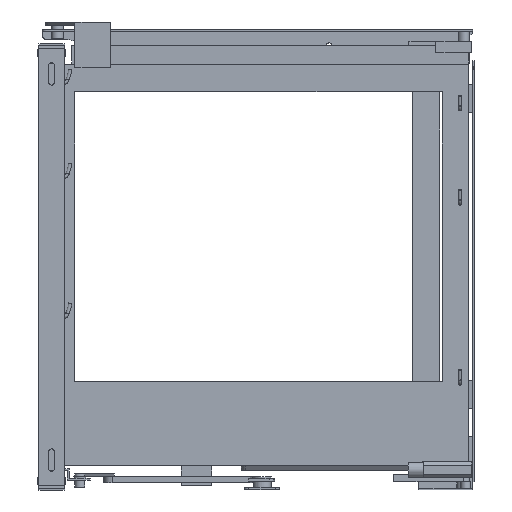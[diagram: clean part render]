
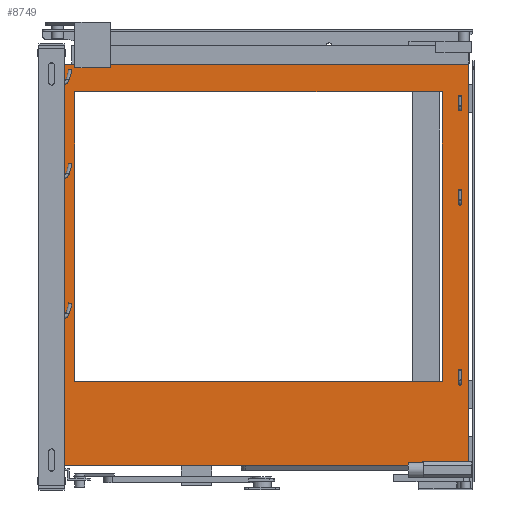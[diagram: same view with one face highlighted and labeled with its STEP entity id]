
A CAD part, left-side view. The second image highlights one B-rep face of the part: STEP entity #8749.
In plain terms, the highlighted planar face has unit normal (-1, 0, 0).
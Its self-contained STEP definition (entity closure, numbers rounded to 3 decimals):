
#267=FACE_BOUND('',#3104,.T.);
#268=FACE_BOUND('',#3105,.T.);
#269=FACE_BOUND('',#3106,.T.);
#270=FACE_BOUND('',#3107,.T.);
#271=FACE_BOUND('',#3108,.T.);
#272=FACE_BOUND('',#3109,.T.);
#273=FACE_BOUND('',#3110,.T.);
#975=LINE('',#13899,#1922);
#980=LINE('',#13907,#1927);
#982=LINE('',#13916,#1929);
#997=LINE('',#14024,#1944);
#1005=LINE('',#14060,#1952);
#1006=LINE('',#14062,#1953);
#1007=LINE('',#14064,#1954);
#1008=LINE('',#14066,#1955);
#1009=LINE('',#14068,#1956);
#1010=LINE('',#14069,#1957);
#1011=LINE('',#14072,#1958);
#1012=LINE('',#14074,#1959);
#1013=LINE('',#14076,#1960);
#1014=LINE('',#14077,#1961);
#1922=VECTOR('',#11329,10.);
#1927=VECTOR('',#11336,10.);
#1929=VECTOR('',#11346,10.);
#1944=VECTOR('',#11485,10.);
#1952=VECTOR('',#11517,10.);
#1953=VECTOR('',#11518,10.);
#1954=VECTOR('',#11519,10.);
#1955=VECTOR('',#11520,10.);
#1956=VECTOR('',#11521,10.);
#1957=VECTOR('',#11522,10.);
#1958=VECTOR('',#11523,10.);
#1959=VECTOR('',#11524,10.);
#1960=VECTOR('',#11525,10.);
#1961=VECTOR('',#11526,10.);
#2536=FACE_OUTER_BOUND('',#3103,.T.);
#3103=EDGE_LOOP('',(#7386,#7387,#7388,#7389,#7390,#7391,#7392,#7393,#7394,
#7395));
#3104=EDGE_LOOP('',(#7396));
#3105=EDGE_LOOP('',(#7397));
#3106=EDGE_LOOP('',(#7398));
#3107=EDGE_LOOP('',(#7399));
#3108=EDGE_LOOP('',(#7400));
#3109=EDGE_LOOP('',(#7401));
#3110=EDGE_LOOP('',(#7402,#7403,#7404,#7405));
#3443=CIRCLE('',#9413,2.);
#3449=CIRCLE('',#9423,2.);
#3455=CIRCLE('',#9433,2.);
#3461=CIRCLE('',#9443,2.);
#3472=CIRCLE('',#9461,2.);
#3473=CIRCLE('',#9463,2.);
#4119=VERTEX_POINT('',#13896);
#4120=VERTEX_POINT('',#13898);
#4122=VERTEX_POINT('',#13905);
#4124=VERTEX_POINT('',#13913);
#4125=VERTEX_POINT('',#13915);
#4130=VERTEX_POINT('',#13934);
#4135=VERTEX_POINT('',#13951);
#4140=VERTEX_POINT('',#13968);
#4145=VERTEX_POINT('',#13985);
#4154=VERTEX_POINT('',#14015);
#4155=VERTEX_POINT('',#14019);
#4156=VERTEX_POINT('',#14023);
#4173=VERTEX_POINT('',#14061);
#4174=VERTEX_POINT('',#14063);
#4175=VERTEX_POINT('',#14065);
#4176=VERTEX_POINT('',#14067);
#4177=VERTEX_POINT('',#14070);
#4178=VERTEX_POINT('',#14071);
#4179=VERTEX_POINT('',#14073);
#4180=VERTEX_POINT('',#14075);
#5206=EDGE_CURVE('',#4119,#4120,#975,.T.);
#5211=EDGE_CURVE('',#4119,#4122,#980,.T.);
#5215=EDGE_CURVE('',#4124,#4125,#982,.T.);
#5225=EDGE_CURVE('',#4130,#4130,#3443,.T.);
#5233=EDGE_CURVE('',#4135,#4135,#3449,.T.);
#5241=EDGE_CURVE('',#4140,#4140,#3455,.T.);
#5249=EDGE_CURVE('',#4145,#4145,#3461,.T.);
#5263=EDGE_CURVE('',#4154,#4154,#3472,.T.);
#5265=EDGE_CURVE('',#4155,#4155,#3473,.T.);
#5266=EDGE_CURVE('',#4125,#4156,#997,.T.);
#5284=EDGE_CURVE('',#4120,#4124,#1005,.T.);
#5285=EDGE_CURVE('',#4173,#4122,#1006,.T.);
#5286=EDGE_CURVE('',#4174,#4173,#1007,.T.);
#5287=EDGE_CURVE('',#4175,#4174,#1008,.T.);
#5288=EDGE_CURVE('',#4176,#4175,#1009,.T.);
#5289=EDGE_CURVE('',#4156,#4176,#1010,.T.);
#5290=EDGE_CURVE('',#4177,#4178,#1011,.T.);
#5291=EDGE_CURVE('',#4177,#4179,#1012,.T.);
#5292=EDGE_CURVE('',#4179,#4180,#1013,.T.);
#5293=EDGE_CURVE('',#4178,#4180,#1014,.T.);
#7386=ORIENTED_EDGE('',*,*,#5266,.F.);
#7387=ORIENTED_EDGE('',*,*,#5215,.F.);
#7388=ORIENTED_EDGE('',*,*,#5284,.F.);
#7389=ORIENTED_EDGE('',*,*,#5206,.F.);
#7390=ORIENTED_EDGE('',*,*,#5211,.T.);
#7391=ORIENTED_EDGE('',*,*,#5285,.F.);
#7392=ORIENTED_EDGE('',*,*,#5286,.F.);
#7393=ORIENTED_EDGE('',*,*,#5287,.F.);
#7394=ORIENTED_EDGE('',*,*,#5288,.F.);
#7395=ORIENTED_EDGE('',*,*,#5289,.F.);
#7396=ORIENTED_EDGE('',*,*,#5225,.T.);
#7397=ORIENTED_EDGE('',*,*,#5233,.T.);
#7398=ORIENTED_EDGE('',*,*,#5241,.T.);
#7399=ORIENTED_EDGE('',*,*,#5249,.T.);
#7400=ORIENTED_EDGE('',*,*,#5263,.T.);
#7401=ORIENTED_EDGE('',*,*,#5265,.T.);
#7402=ORIENTED_EDGE('',*,*,#5290,.F.);
#7403=ORIENTED_EDGE('',*,*,#5291,.T.);
#7404=ORIENTED_EDGE('',*,*,#5292,.T.);
#7405=ORIENTED_EDGE('',*,*,#5293,.F.);
#8311=PLANE('',#9476);
#8749=ADVANCED_FACE('',(#2536,#267,#268,#269,#270,#271,#272,#273),#8311,
 .F.);
#9413=AXIS2_PLACEMENT_3D('',#13936,#11371,#11372);
#9423=AXIS2_PLACEMENT_3D('',#13953,#11393,#11394);
#9433=AXIS2_PLACEMENT_3D('',#13970,#11415,#11416);
#9443=AXIS2_PLACEMENT_3D('',#13987,#11437,#11438);
#9461=AXIS2_PLACEMENT_3D('',#14017,#11476,#11477);
#9463=AXIS2_PLACEMENT_3D('',#14021,#11481,#11482);
#9476=AXIS2_PLACEMENT_3D('',#14059,#11515,#11516);
#11329=DIRECTION('',(0.,1.,0.));
#11336=DIRECTION('',(0.,0.,1.));
#11346=DIRECTION('',(0.,1.,0.));
#11371=DIRECTION('center_axis',(1.,0.,0.));
#11372=DIRECTION('ref_axis',(0.,1.,0.));
#11393=DIRECTION('center_axis',(1.,0.,0.));
#11394=DIRECTION('ref_axis',(0.,1.,0.));
#11415=DIRECTION('center_axis',(1.,0.,0.));
#11416=DIRECTION('ref_axis',(0.,1.,0.));
#11437=DIRECTION('center_axis',(1.,0.,0.));
#11438=DIRECTION('ref_axis',(0.,1.,0.));
#11476=DIRECTION('center_axis',(1.,0.,0.));
#11477=DIRECTION('ref_axis',(0.,1.,0.));
#11481=DIRECTION('center_axis',(1.,0.,0.));
#11482=DIRECTION('ref_axis',(0.,1.,0.));
#11485=DIRECTION('',(0.,0.,1.));
#11515=DIRECTION('center_axis',(1.,0.,0.));
#11516=DIRECTION('ref_axis',(0.,1.,0.));
#11517=DIRECTION('',(0.,1.,0.));
#11518=DIRECTION('',(0.,-1.,0.));
#11519=DIRECTION('',(0.,0.,1.));
#11520=DIRECTION('',(0.,-1.,0.));
#11521=DIRECTION('',(0.,0.,-1.));
#11522=DIRECTION('',(0.,-1.,0.));
#11523=DIRECTION('',(0.,0.,1.));
#11524=DIRECTION('',(0.,1.,0.));
#11525=DIRECTION('',(0.,0.,1.));
#11526=DIRECTION('',(0.,1.,0.));
#13896=CARTESIAN_POINT('',(-69.499,4.,27.));
#13898=CARTESIAN_POINT('',(-69.499,210.898,27.));
#13899=CARTESIAN_POINT('',(-69.499,4.,27.));
#13905=CARTESIAN_POINT('',(-69.499,4.,475.5));
#13907=CARTESIAN_POINT('',(-69.499,4.,121.));
#13913=CARTESIAN_POINT('',(-69.499,255.229,27.));
#13915=CARTESIAN_POINT('',(-69.499,474.,27.));
#13916=CARTESIAN_POINT('',(-69.499,4.,27.));
#13934=CARTESIAN_POINT('',(-69.499,12.,425.15));
#13936=CARTESIAN_POINT('Origin',(-69.499,14.,425.15));
#13951=CARTESIAN_POINT('',(-69.499,462.,425.15));
#13953=CARTESIAN_POINT('Origin',(-69.499,464.,425.15));
#13968=CARTESIAN_POINT('',(-69.499,12.,320.15));
#13970=CARTESIAN_POINT('Origin',(-69.499,14.,320.15));
#13985=CARTESIAN_POINT('',(-69.499,462.,320.15));
#13987=CARTESIAN_POINT('Origin',(-69.499,464.,320.15));
#14015=CARTESIAN_POINT('',(-69.499,12.,119.15));
#14017=CARTESIAN_POINT('Origin',(-69.499,14.,119.15));
#14019=CARTESIAN_POINT('',(-69.499,462.,119.15));
#14021=CARTESIAN_POINT('Origin',(-69.499,464.,119.15));
#14023=CARTESIAN_POINT('',(-69.499,474.,475.5));
#14024=CARTESIAN_POINT('',(-69.499,474.,121.));
#14059=CARTESIAN_POINT('Origin',(-69.499,4.,27.));
#14060=CARTESIAN_POINT('',(-69.499,4.,27.));
#14061=CARTESIAN_POINT('',(-69.499,404.,475.5));
#14062=CARTESIAN_POINT('',(-69.499,4.,475.5));
#14063=CARTESIAN_POINT('',(-69.499,404.,471.164));
#14064=CARTESIAN_POINT('',(-69.499,404.,273.666));
#14065=CARTESIAN_POINT('',(-69.499,444.,471.164));
#14066=CARTESIAN_POINT('',(-69.499,224.,471.164));
#14067=CARTESIAN_POINT('',(-69.499,444.,475.5));
#14068=CARTESIAN_POINT('',(-69.499,444.,273.666));
#14069=CARTESIAN_POINT('',(-69.499,4.,475.5));
#14070=CARTESIAN_POINT('',(-69.499,34.,121.));
#14071=CARTESIAN_POINT('',(-69.499,34.,444.5));
#14072=CARTESIAN_POINT('',(-69.499,34.,121.));
#14073=CARTESIAN_POINT('',(-69.499,444.,121.));
#14074=CARTESIAN_POINT('',(-69.499,4.,121.));
#14075=CARTESIAN_POINT('',(-69.499,444.,444.5));
#14076=CARTESIAN_POINT('',(-69.499,444.,121.));
#14077=CARTESIAN_POINT('',(-69.499,34.,444.5));
